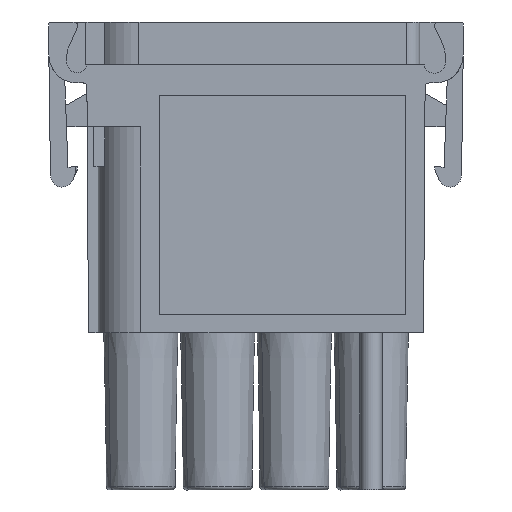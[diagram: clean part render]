
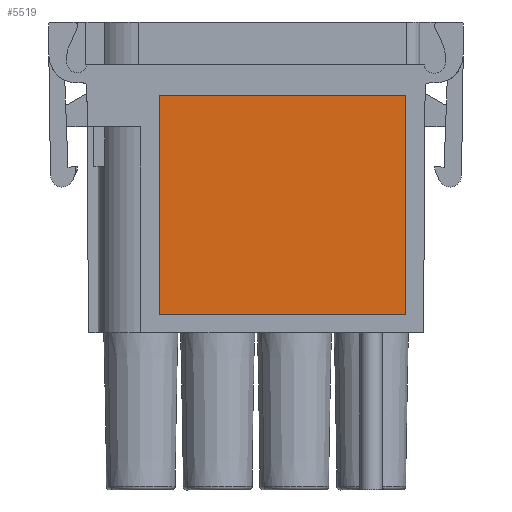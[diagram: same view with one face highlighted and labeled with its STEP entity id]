
A CAD part, left-side view. The second image highlights one B-rep face of the part: STEP entity #5519.
In plain terms, the highlighted planar face has unit normal (-1, 0, 0).
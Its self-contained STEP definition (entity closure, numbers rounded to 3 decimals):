
#5511=AXIS2_PLACEMENT_3D('Plane Axis2P3D',#5508,#5509,#5510) ;
#4238=CARTESIAN_POINT('Line Origine',(0.08,24.951,23.4)) ;
#4242=CARTESIAN_POINT('Vertex',(0.08,24.951,14.4)) ;
#4244=CARTESIAN_POINT('Vertex',(0.08,24.951,32.4)) ;
#4269=CARTESIAN_POINT('Line Origine',(0.08,14.838,14.4)) ;
#4273=CARTESIAN_POINT('Vertex',(0.08,4.726,14.4)) ;
#4293=CARTESIAN_POINT('Line Origine',(0.08,4.726,23.4)) ;
#4297=CARTESIAN_POINT('Vertex',(0.08,4.726,32.4)) ;
#4317=CARTESIAN_POINT('Line Origine',(0.08,14.838,32.4)) ;
#5508=CARTESIAN_POINT('Axis2P3D Location',(0.08,0.,0.)) ;
#4239=DIRECTION('Vector Direction',(0.,0.,1.)) ;
#4270=DIRECTION('Vector Direction',(0.,1.,0.)) ;
#4294=DIRECTION('Vector Direction',(0.,0.,-1.)) ;
#4318=DIRECTION('Vector Direction',(0.,-1.,0.)) ;
#5509=DIRECTION('Axis2P3D Direction',(1.,0.,0.)) ;
#5510=DIRECTION('Axis2P3D XDirection',(0.,1.,0.)) ;
#4240=VECTOR('Line Direction',#4239,1.) ;
#4271=VECTOR('Line Direction',#4270,1.) ;
#4295=VECTOR('Line Direction',#4294,1.) ;
#4319=VECTOR('Line Direction',#4318,1.) ;
#5514=ORIENTED_EDGE('',*,*,#4275,.F.) ;
#5515=ORIENTED_EDGE('',*,*,#4299,.F.) ;
#5516=ORIENTED_EDGE('',*,*,#4321,.F.) ;
#5517=ORIENTED_EDGE('',*,*,#4246,.F.) ;
#5519=ADVANCED_FACE('Hauptkoerper',(#5518),#5512,.F.) ;
#4246=EDGE_CURVE('',#4243,#4245,#4241,.T.) ;
#4275=EDGE_CURVE('',#4274,#4243,#4272,.T.) ;
#4299=EDGE_CURVE('',#4298,#4274,#4296,.T.) ;
#4321=EDGE_CURVE('',#4245,#4298,#4320,.T.) ;
#5513=EDGE_LOOP('',(#5514,#5515,#5516,#5517)) ;
#5518=FACE_OUTER_BOUND('',#5513,.T.) ;
#4241=LINE('Line',#4238,#4240) ;
#4272=LINE('Line',#4269,#4271) ;
#4296=LINE('Line',#4293,#4295) ;
#4320=LINE('Line',#4317,#4319) ;
#5512=PLANE('',#5511) ;
#4243=VERTEX_POINT('',#4242) ;
#4245=VERTEX_POINT('',#4244) ;
#4274=VERTEX_POINT('',#4273) ;
#4298=VERTEX_POINT('',#4297) ;
